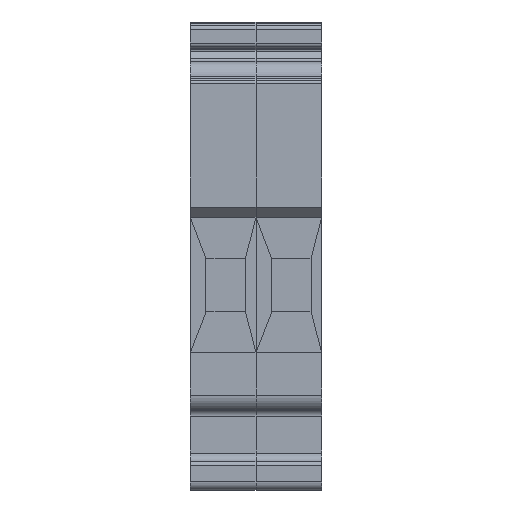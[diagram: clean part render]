
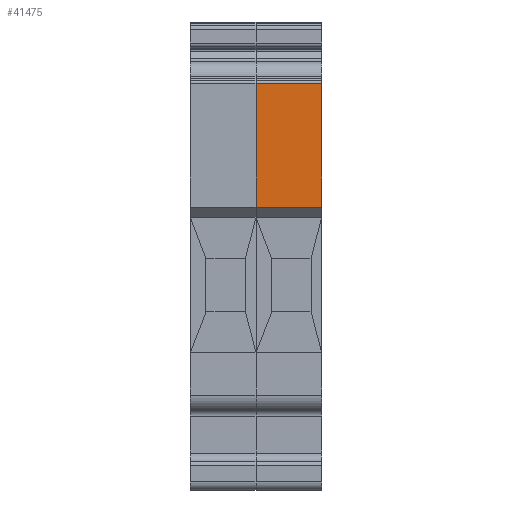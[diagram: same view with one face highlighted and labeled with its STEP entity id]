
A CAD part, left-side view. The second image highlights one B-rep face of the part: STEP entity #41475.
In plain terms, the highlighted planar face has unit normal (-1, 0, 0).
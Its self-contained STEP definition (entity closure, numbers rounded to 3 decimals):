
#1570 = EDGE_LOOP ( 'NONE', ( #28956, #15399, #29856, #24990 ) ) ;
#2518 = CARTESIAN_POINT ( 'NONE',  ( -48.85, 0., 43.204 ) ) ;
#4447 = VERTEX_POINT ( 'NONE', #12139 ) ;
#5195 = VERTEX_POINT ( 'NONE', #15356 ) ;
#5485 = VECTOR ( 'NONE', #29232, 1000. ) ;
#5710 = FACE_OUTER_BOUND ( 'NONE', #1570, .T. ) ;
#6966 = LINE ( 'NONE', #17634, #39868 ) ;
#8600 = DIRECTION ( 'NONE',  ( 1., 0., 0. ) ) ;
#9116 = CARTESIAN_POINT ( 'NONE',  ( -48.85, 8., 28.15 ) ) ;
#12139 = CARTESIAN_POINT ( 'NONE',  ( -48.85, 0., 28.15 ) ) ;
#15356 = CARTESIAN_POINT ( 'NONE',  ( -48.85, 8., 28.15 ) ) ;
#15399 = ORIENTED_EDGE ( 'NONE', *, *, #35011, .F. ) ;
#16102 = EDGE_CURVE ( 'NONE', #5195, #4447, #6966, .T. ) ;
#16660 = VECTOR ( 'NONE', #17797, 1000. ) ;
#16917 = CARTESIAN_POINT ( 'NONE',  ( -48.85, 8., 43.204 ) ) ;
#17329 = LINE ( 'NONE', #24507, #16660 ) ;
#17634 = CARTESIAN_POINT ( 'NONE',  ( -48.85, 8., 28.15 ) ) ;
#17797 = DIRECTION ( 'NONE',  ( 0., 0., 1. ) ) ;
#19287 = PLANE ( 'NONE',  #30871 ) ;
#20223 = CARTESIAN_POINT ( 'NONE',  ( -48.85, 8., 28.15 ) ) ;
#21099 = VERTEX_POINT ( 'NONE', #16917 ) ;
#21214 = VECTOR ( 'NONE', #38124, 1000. ) ;
#21831 = VERTEX_POINT ( 'NONE', #2518 ) ;
#24507 = CARTESIAN_POINT ( 'NONE',  ( -48.85, 0., 28.15 ) ) ;
#24990 = ORIENTED_EDGE ( 'NONE', *, *, #36001, .T. ) ;
#26662 = DIRECTION ( 'NONE',  ( 0., 0., -1. ) ) ;
#28956 = ORIENTED_EDGE ( 'NONE', *, *, #37659, .F. ) ;
#29232 = DIRECTION ( 'NONE',  ( 0., -1., 0. ) ) ;
#29856 = ORIENTED_EDGE ( 'NONE', *, *, #16102, .T. ) ;
#29935 = CARTESIAN_POINT ( 'NONE',  ( -48.85, 8., 43.204 ) ) ;
#30871 = AXIS2_PLACEMENT_3D ( 'NONE', #20223, #8600, #26662 ) ;
#35011 = EDGE_CURVE ( 'NONE', #5195, #21099, #41703, .T. ) ;
#35979 = DIRECTION ( 'NONE',  ( 0., -1., 0. ) ) ;
#36001 = EDGE_CURVE ( 'NONE', #4447, #21831, #17329, .T. ) ;
#37659 = EDGE_CURVE ( 'NONE', #21099, #21831, #40397, .T. ) ;
#38124 = DIRECTION ( 'NONE',  ( 0., 0., 1. ) ) ;
#39868 = VECTOR ( 'NONE', #35979, 1000. ) ;
#40397 = LINE ( 'NONE', #29935, #5485 ) ;
#41475 = ADVANCED_FACE ( 'NONE', ( #5710 ), #19287, .F. ) ;
#41703 = LINE ( 'NONE', #9116, #21214 ) ;
